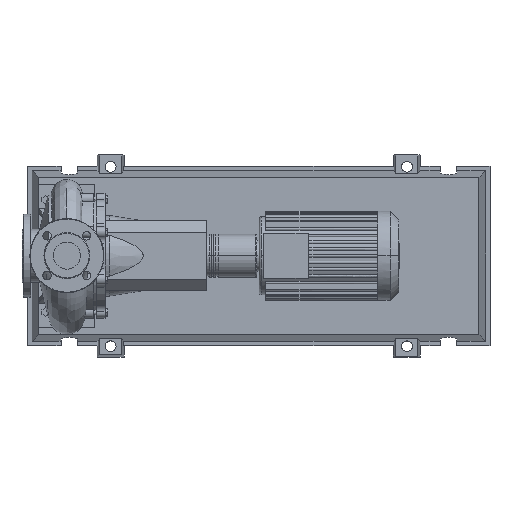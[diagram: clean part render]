
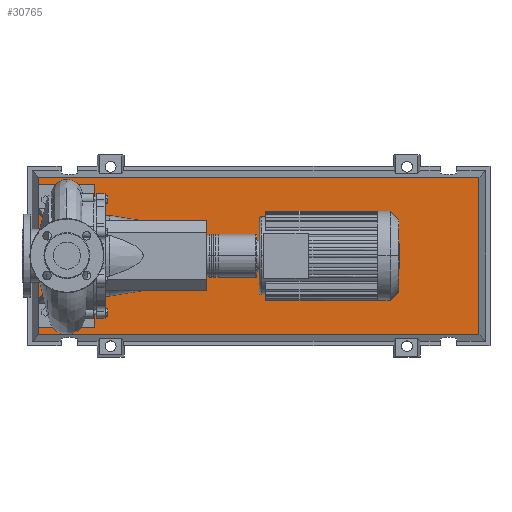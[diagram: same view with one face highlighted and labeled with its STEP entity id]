
A CAD part, top view. The second image highlights one B-rep face of the part: STEP entity #30765.
In plain terms, the highlighted planar face has unit normal (0, 0, 1).
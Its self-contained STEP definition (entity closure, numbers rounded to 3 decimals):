
#30446=CARTESIAN_POINT('',(917.971,-175.471,103.0));
#30447=VERTEX_POINT('',#30446);
#30454=CARTESIAN_POINT('',(-62.971,-175.471,103.0));
#30455=VERTEX_POINT('',#30454);
#30456=CARTESIAN_POINT('',(917.971,-175.471,103.0));
#30457=DIRECTION('',(-1.0,0.0,0.0));
#30458=VECTOR('',#30457,980.941);
#30459=LINE('',#30456,#30458);
#30460=EDGE_CURVE('',#30447,#30455,#30459,.T.);
#30678=CARTESIAN_POINT('',(917.971,175.471,103.0));
#30679=VERTEX_POINT('',#30678);
#30680=CARTESIAN_POINT('',(917.971,175.471,103.0));
#30681=DIRECTION('',(0.0,-1.0,0.0));
#30682=VECTOR('',#30681,350.941);
#30683=LINE('',#30680,#30682);
#30684=EDGE_CURVE('',#30679,#30447,#30683,.T.);
#30702=CARTESIAN_POINT('',(-62.971,175.471,103.0));
#30703=VERTEX_POINT('',#30702);
#30704=CARTESIAN_POINT('',(-62.971,-175.471,103.0));
#30705=DIRECTION('',(0.0,1.0,0.0));
#30706=VECTOR('',#30705,350.941);
#30707=LINE('',#30704,#30706);
#30708=EDGE_CURVE('',#30455,#30703,#30707,.T.);
#30741=CARTESIAN_POINT('',(-62.971,175.471,103.0));
#30742=DIRECTION('',(1.0,0.0,0.0));
#30743=VECTOR('',#30742,980.941);
#30744=LINE('',#30741,#30743);
#30745=EDGE_CURVE('',#30703,#30679,#30744,.T.);
#30754=CARTESIAN_POINT('',(427.5,0.,103.0));
#30755=DIRECTION('',(0.0,0.0,1.0));
#30756=DIRECTION('',(1.0,0.0,0.0));
#30757=AXIS2_PLACEMENT_3D('',#30754,#30755,#30756);
#30758=PLANE('',#30757);
#30759=ORIENTED_EDGE('',*,*,#30684,.F.);
#30760=ORIENTED_EDGE('',*,*,#30745,.F.);
#30761=ORIENTED_EDGE('',*,*,#30708,.F.);
#30762=ORIENTED_EDGE('',*,*,#30460,.F.);
#30763=EDGE_LOOP('',(#30759,#30760,#30761,#30762));
#30764=FACE_OUTER_BOUND('',#30763,.T.);
#30765=ADVANCED_FACE('',(#30764),#30758,.T.);
